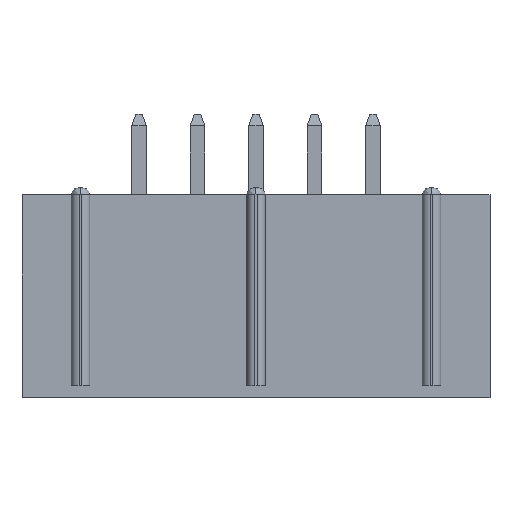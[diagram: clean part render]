
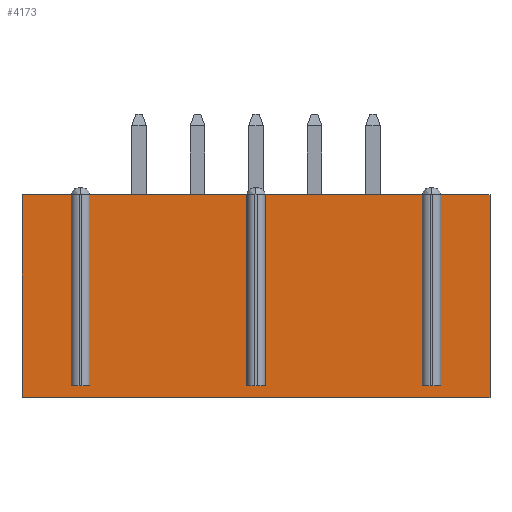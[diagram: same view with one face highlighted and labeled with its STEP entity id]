
A CAD part, top view. The second image highlights one B-rep face of the part: STEP entity #4173.
In plain terms, the highlighted planar face has unit normal (0, 0, 1).
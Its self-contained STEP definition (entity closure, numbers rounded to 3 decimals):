
#479=DIRECTION('',(1.,0.,0.));
#480=VECTOR('',#479,2.14);
#481=CARTESIAN_POINT('',(18.18,8.8,4.35));
#482=LINE('3903',#481,#480);
#483=DIRECTION('',(-1.,0.,0.));
#484=VECTOR('',#483,20.32);
#485=CARTESIAN_POINT('',(20.32,0.,4.35));
#486=LINE('3793',#485,#484);
#487=DIRECTION('',(0.,1.,0.));
#488=VECTOR('',#487,8.8);
#489=CARTESIAN_POINT('',(0.,0.,4.35));
#490=LINE('3979',#489,#488);
#491=DIRECTION('',(1.,0.,0.));
#492=VECTOR('',#491,2.14);
#493=CARTESIAN_POINT('',(0.,8.8,4.35));
#494=LINE('3921',#493,#492);
#495=DIRECTION('',(1.,0.,0.));
#496=VECTOR('',#495,6.82);
#497=CARTESIAN_POINT('',(2.94,8.8,4.35));
#498=LINE('3915',#497,#496);
#499=DIRECTION('',(1.,0.,0.));
#500=VECTOR('',#499,6.82);
#501=CARTESIAN_POINT('',(10.56,8.8,4.35));
#502=LINE('3909',#501,#500);
#503=DIRECTION('',(1.,0.,0.));
#504=VECTOR('',#503,0.8);
#505=CARTESIAN_POINT('',(17.38,0.5,4.35));
#506=LINE('3980',#505,#504);
#517=DIRECTION('',(0.,1.,0.));
#518=VECTOR('',#517,8.3);
#519=CARTESIAN_POINT('',(17.38,0.5,4.35));
#520=LINE('3989',#519,#518);
#553=DIRECTION('',(0.,-1.,0.));
#554=VECTOR('',#553,8.3);
#555=CARTESIAN_POINT('',(18.18,8.8,4.35));
#556=LINE('3981',#555,#554);
#577=DIRECTION('',(0.,1.,0.));
#578=VECTOR('',#577,8.8);
#579=CARTESIAN_POINT('',(20.32,0.,4.35));
#580=LINE('3982',#579,#578);
#649=DIRECTION('',(0.,1.,0.));
#650=VECTOR('',#649,8.3);
#651=CARTESIAN_POINT('',(2.14,0.5,4.35));
#652=LINE('3983',#651,#650);
#677=DIRECTION('',(0.,-1.,0.));
#678=VECTOR('',#677,8.3);
#679=CARTESIAN_POINT('',(2.94,8.8,4.35));
#680=LINE('3985',#679,#678);
#685=DIRECTION('',(1.,0.,0.));
#686=VECTOR('',#685,0.8);
#687=CARTESIAN_POINT('',(2.14,0.5,4.35));
#688=LINE('3984',#687,#686);
#711=DIRECTION('',(0.,1.,0.));
#712=VECTOR('',#711,8.3);
#713=CARTESIAN_POINT('',(9.76,0.5,4.35));
#714=LINE('3986',#713,#712);
#739=DIRECTION('',(0.,-1.,0.));
#740=VECTOR('',#739,8.3);
#741=CARTESIAN_POINT('',(10.56,8.8,4.35));
#742=LINE('3988',#741,#740);
#747=DIRECTION('',(1.,0.,0.));
#748=VECTOR('',#747,0.8);
#749=CARTESIAN_POINT('',(9.76,0.5,4.35));
#750=LINE('3987',#749,#748);
#3013=CARTESIAN_POINT('',(20.32,0.,4.35));
#3014=VERTEX_POINT('',#3013);
#3015=CARTESIAN_POINT('',(0.,0.,4.35));
#3016=VERTEX_POINT('',#3015);
#3111=CARTESIAN_POINT('',(20.32,8.8,4.35));
#3112=VERTEX_POINT('',#3111);
#3113=CARTESIAN_POINT('',(18.18,8.8,4.35));
#3114=VERTEX_POINT('',#3113);
#3123=CARTESIAN_POINT('',(17.38,8.8,4.35));
#3124=VERTEX_POINT('',#3123);
#3125=CARTESIAN_POINT('',(10.56,8.8,4.35));
#3126=VERTEX_POINT('',#3125);
#3135=CARTESIAN_POINT('',(9.76,8.8,4.35));
#3136=VERTEX_POINT('',#3135);
#3137=CARTESIAN_POINT('',(2.94,8.8,4.35));
#3138=VERTEX_POINT('',#3137);
#3147=CARTESIAN_POINT('',(2.14,8.8,4.35));
#3148=VERTEX_POINT('',#3147);
#3149=CARTESIAN_POINT('',(0.,8.8,4.35));
#3150=VERTEX_POINT('',#3149);
#3257=CARTESIAN_POINT('',(17.38,0.5,4.35));
#3258=CARTESIAN_POINT('',(18.18,0.5,4.35));
#3259=VERTEX_POINT('',#3257);
#3260=VERTEX_POINT('',#3258);
#3261=CARTESIAN_POINT('',(2.14,0.5,4.35));
#3262=VERTEX_POINT('',#3261);
#3263=CARTESIAN_POINT('',(2.94,0.5,4.35));
#3264=VERTEX_POINT('',#3263);
#3265=CARTESIAN_POINT('',(9.76,0.5,4.35));
#3266=VERTEX_POINT('',#3265);
#3267=CARTESIAN_POINT('',(10.56,0.5,4.35));
#3268=VERTEX_POINT('',#3267);
#4140=CARTESIAN_POINT('',(10.16,4.4,4.35));
#4141=DIRECTION('',(0.,0.,1.));
#4142=DIRECTION('',(1.,0.,0.));
#4143=AXIS2_PLACEMENT_3D('',#4140,#4141,#4142);
#4144=PLANE('3245',#4143);
#4146=ORIENTED_EDGE('3980',*,*,#4145,.T.);
#4148=ORIENTED_EDGE('3981',*,*,#4147,.F.);
#4149=ORIENTED_EDGE('3903',*,*,#3902,.T.);
#4151=ORIENTED_EDGE('3982',*,*,#4150,.F.);
#4152=ORIENTED_EDGE('3793',*,*,#3502,.T.);
#4153=ORIENTED_EDGE('3979',*,*,#4131,.T.);
#4154=ORIENTED_EDGE('3921',*,*,#3938,.T.);
#4156=ORIENTED_EDGE('3983',*,*,#4155,.F.);
#4158=ORIENTED_EDGE('3984',*,*,#4157,.T.);
#4160=ORIENTED_EDGE('3985',*,*,#4159,.F.);
#4161=ORIENTED_EDGE('3915',*,*,#3926,.T.);
#4163=ORIENTED_EDGE('3986',*,*,#4162,.F.);
#4165=ORIENTED_EDGE('3987',*,*,#4164,.T.);
#4167=ORIENTED_EDGE('3988',*,*,#4166,.F.);
#4168=ORIENTED_EDGE('3909',*,*,#3914,.T.);
#4170=ORIENTED_EDGE('3989',*,*,#4169,.F.);
#4171=EDGE_LOOP('3245',(#4146,#4148,#4149,#4151,#4152,#4153,#4154,#4156,#4158,
#4160,#4161,#4163,#4165,#4167,#4168,#4170));
#4172=FACE_OUTER_BOUND('3245',#4171,.F.);
#4173=ADVANCED_FACE('3245',(#4172),#4144,.T.);
#3502=EDGE_CURVE('3793',#3014,#3016,#486,.T.);
#3902=EDGE_CURVE('3903',#3114,#3112,#482,.T.);
#3914=EDGE_CURVE('3909',#3126,#3124,#502,.T.);
#3926=EDGE_CURVE('3915',#3138,#3136,#498,.T.);
#3938=EDGE_CURVE('3921',#3150,#3148,#494,.T.);
#4131=EDGE_CURVE('3979',#3016,#3150,#490,.T.);
#4145=EDGE_CURVE('3980',#3259,#3260,#506,.T.);
#4147=EDGE_CURVE('3981',#3114,#3260,#556,.T.);
#4150=EDGE_CURVE('3982',#3014,#3112,#580,.T.);
#4155=EDGE_CURVE('3983',#3262,#3148,#652,.T.);
#4157=EDGE_CURVE('3984',#3262,#3264,#688,.T.);
#4159=EDGE_CURVE('3985',#3138,#3264,#680,.T.);
#4162=EDGE_CURVE('3986',#3266,#3136,#714,.T.);
#4164=EDGE_CURVE('3987',#3266,#3268,#750,.T.);
#4166=EDGE_CURVE('3988',#3126,#3268,#742,.T.);
#4169=EDGE_CURVE('3989',#3259,#3124,#520,.T.);
